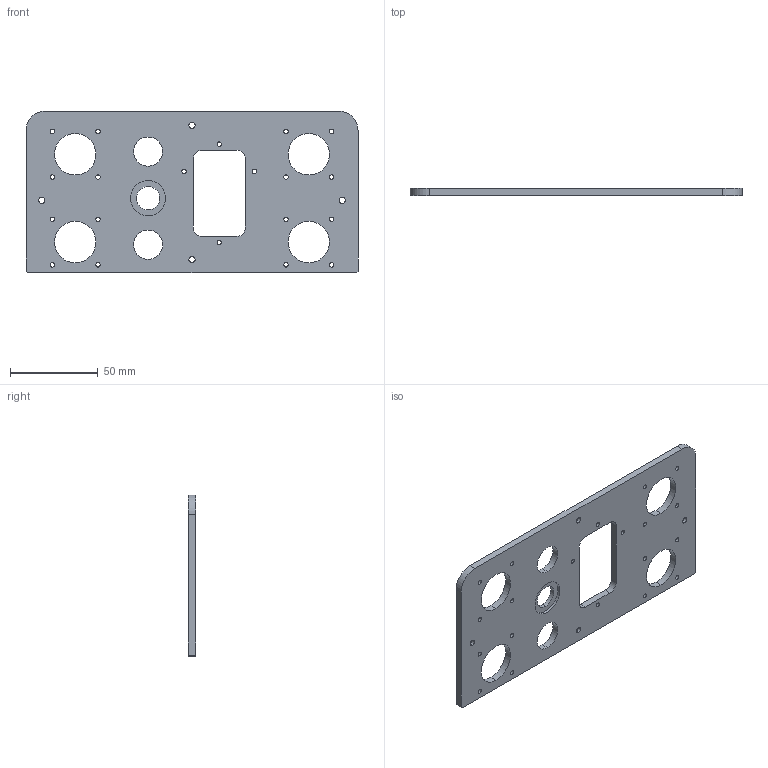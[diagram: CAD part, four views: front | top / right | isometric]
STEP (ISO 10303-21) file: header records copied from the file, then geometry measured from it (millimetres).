
FILE_DESCRIPTION (( 'STEP AP203' ), '1' );
FILE_NAME ('MS001-B.06.002JS.1.1 耜醱啣.step', '2021-08-27T10:52:49', ( 'Windows User' ), ( 'P R C' ), 'SwSTEP 2.0', 'SolidWorks 2016', '' );
FILE_SCHEMA (( 'CONFIG_CONTROL_DESIGN' ));
Length unit declared in the file: millimetre
Products named in the file (1): MS001-B.06.002JS.1.1 耜醱啣
Bounding box: 189 x 4 x 92 mm (x, y, z)
Volume: 53388.9 mm3; surface area: 32264.5 mm2
Topology: 1 solids, 1 shells, 91 faces, 256 edges, 168 vertices
Faces by surface type: cylinder 70, plane 13, cone 8
Entity records: 3219 total; most frequent: DIRECTION 588, CARTESIAN_POINT 516, ORIENTED_EDGE 512, EDGE_CURVE 256, AXIS2_PLACEMENT_3D 240, VERTEX_POINT 168, EDGE_LOOP 156, CIRCLE 148
